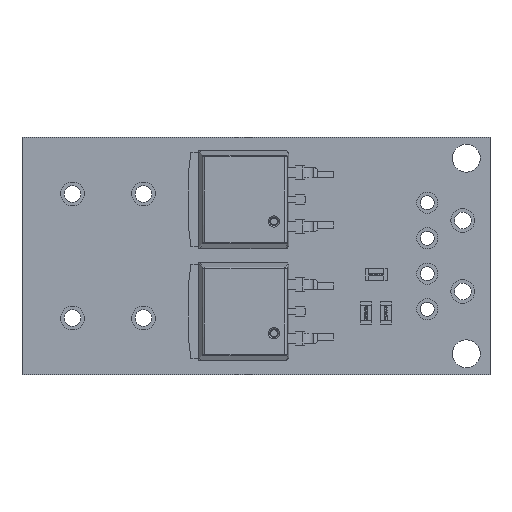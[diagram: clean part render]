
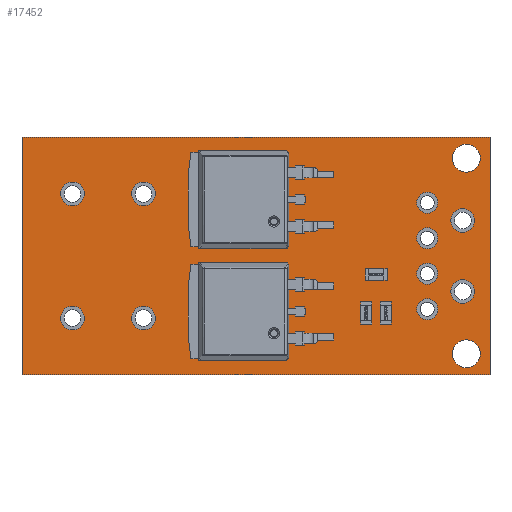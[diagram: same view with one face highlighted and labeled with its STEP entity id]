
A CAD part, top view. The second image highlights one B-rep face of the part: STEP entity #17452.
In plain terms, the highlighted planar face has unit normal (0, 0, 1).
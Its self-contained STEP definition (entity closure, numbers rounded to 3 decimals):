
#16079 = VERTEX_POINT('',#16080);
#16080 = CARTESIAN_POINT('',(-8.91,4.445,1.6));
#16086 = EDGE_CURVE('',#16079,#16079,#16087,.T.);
#16087 = CIRCLE('',#16088,0.85);
#16088 = AXIS2_PLACEMENT_3D('',#16089,#16090,#16091);
#16089 = CARTESIAN_POINT('',(-8.06,4.445,1.6));
#16090 = DIRECTION('',(0.,0.,-1.));
#16091 = DIRECTION('',(1.,0.,0.));
#16185 = VERTEX_POINT('',#16186);
#16186 = CARTESIAN_POINT('',(11.51,3.81,1.6));
#16192 = EDGE_CURVE('',#16185,#16185,#16193,.T.);
#16193 = CIRCLE('',#16194,0.75);
#16194 = AXIS2_PLACEMENT_3D('',#16195,#16196,#16197);
#16195 = CARTESIAN_POINT('',(12.26,3.81,1.6));
#16196 = DIRECTION('',(0.,0.,-1.));
#16197 = DIRECTION('',(1.,0.,0.));
#16291 = VERTEX_POINT('',#16292);
#16292 = CARTESIAN_POINT('',(11.51,-3.81,1.6));
#16298 = EDGE_CURVE('',#16291,#16291,#16299,.T.);
#16299 = CIRCLE('',#16300,0.75);
#16300 = AXIS2_PLACEMENT_3D('',#16301,#16302,#16303);
#16301 = CARTESIAN_POINT('',(12.26,-3.81,1.6));
#16302 = DIRECTION('',(0.,0.,-1.));
#16303 = DIRECTION('',(1.,0.,0.));
#16397 = VERTEX_POINT('',#16398);
#16398 = CARTESIAN_POINT('',(11.51,-1.27,1.6));
#16404 = EDGE_CURVE('',#16397,#16397,#16405,.T.);
#16405 = CIRCLE('',#16406,0.75);
#16406 = AXIS2_PLACEMENT_3D('',#16407,#16408,#16409);
#16407 = CARTESIAN_POINT('',(12.26,-1.27,1.6));
#16408 = DIRECTION('',(0.,0.,-1.));
#16409 = DIRECTION('',(1.,0.,0.));
#16503 = VERTEX_POINT('',#16504);
#16504 = CARTESIAN_POINT('',(-13.99,-4.445,1.6));
#16510 = EDGE_CURVE('',#16503,#16503,#16511,.T.);
#16511 = CIRCLE('',#16512,0.85);
#16512 = AXIS2_PLACEMENT_3D('',#16513,#16514,#16515);
#16513 = CARTESIAN_POINT('',(-13.14,-4.445,1.6));
#16514 = DIRECTION('',(0.,0.,-1.));
#16515 = DIRECTION('',(1.,0.,0.));
#16609 = VERTEX_POINT('',#16610);
#16610 = CARTESIAN_POINT('',(-13.99,4.445,1.6));
#16616 = EDGE_CURVE('',#16609,#16609,#16617,.T.);
#16617 = CIRCLE('',#16618,0.85);
#16618 = AXIS2_PLACEMENT_3D('',#16619,#16620,#16621);
#16619 = CARTESIAN_POINT('',(-13.14,4.445,1.6));
#16620 = DIRECTION('',(0.,0.,-1.));
#16621 = DIRECTION('',(1.,0.,0.));
#16715 = VERTEX_POINT('',#16716);
#16716 = CARTESIAN_POINT('',(13.95,2.54,1.6));
#16722 = EDGE_CURVE('',#16715,#16715,#16723,.T.);
#16723 = CIRCLE('',#16724,0.85);
#16724 = AXIS2_PLACEMENT_3D('',#16725,#16726,#16727);
#16725 = CARTESIAN_POINT('',(14.8,2.54,1.6));
#16726 = DIRECTION('',(0.,0.,-1.));
#16727 = DIRECTION('',(1.,0.,0.));
#16821 = VERTEX_POINT('',#16822);
#16822 = CARTESIAN_POINT('',(13.95,-2.54,1.6));
#16828 = EDGE_CURVE('',#16821,#16821,#16829,.T.);
#16829 = CIRCLE('',#16830,0.85);
#16830 = AXIS2_PLACEMENT_3D('',#16831,#16832,#16833);
#16831 = CARTESIAN_POINT('',(14.8,-2.54,1.6));
#16832 = DIRECTION('',(0.,0.,-1.));
#16833 = DIRECTION('',(1.,0.,0.));
#16927 = VERTEX_POINT('',#16928);
#16928 = CARTESIAN_POINT('',(11.51,1.27,1.6));
#16934 = EDGE_CURVE('',#16927,#16927,#16935,.T.);
#16935 = CIRCLE('',#16936,0.75);
#16936 = AXIS2_PLACEMENT_3D('',#16937,#16938,#16939);
#16937 = CARTESIAN_POINT('',(12.26,1.27,1.6));
#16938 = DIRECTION('',(0.,0.,-1.));
#16939 = DIRECTION('',(1.,0.,0.));
#17033 = VERTEX_POINT('',#17034);
#17034 = CARTESIAN_POINT('',(-8.91,-4.445,1.6));
#17040 = EDGE_CURVE('',#17033,#17033,#17041,.T.);
#17041 = CIRCLE('',#17042,0.85);
#17042 = AXIS2_PLACEMENT_3D('',#17043,#17044,#17045);
#17043 = CARTESIAN_POINT('',(-8.06,-4.445,1.6));
#17044 = DIRECTION('',(0.,0.,-1.));
#17045 = DIRECTION('',(1.,0.,0.));
#17097 = VERTEX_POINT('',#17098);
#17098 = CARTESIAN_POINT('',(14.05,7.,1.6));
#17114 = EDGE_CURVE('',#17097,#17097,#17115,.T.);
#17115 = CIRCLE('',#17116,1.);
#17116 = AXIS2_PLACEMENT_3D('',#17117,#17118,#17119);
#17117 = CARTESIAN_POINT('',(15.05,7.,1.6));
#17118 = DIRECTION('',(0.,0.,-1.));
#17119 = DIRECTION('',(1.,0.,0.));
#17283 = VERTEX_POINT('',#17284);
#17284 = CARTESIAN_POINT('',(14.05,-7.,1.6));
#17300 = EDGE_CURVE('',#17283,#17283,#17301,.T.);
#17301 = CIRCLE('',#17302,1.);
#17302 = AXIS2_PLACEMENT_3D('',#17303,#17304,#17305);
#17303 = CARTESIAN_POINT('',(15.05,-7.,1.6));
#17304 = DIRECTION('',(0.,0.,-1.));
#17305 = DIRECTION('',(1.,0.,0.));
#17343 = VERTEX_POINT('',#17344);
#17344 = CARTESIAN_POINT('',(-16.75,-8.5,1.6));
#17350 = EDGE_CURVE('',#17351,#17343,#17353,.T.);
#17351 = VERTEX_POINT('',#17352);
#17352 = CARTESIAN_POINT('',(-16.75,8.5,1.6));
#17353 = LINE('',#17354,#17355);
#17354 = CARTESIAN_POINT('',(-16.75,-8.5,1.6));
#17355 = VECTOR('',#17356,1.);
#17356 = DIRECTION('',(0.,-1.,0.));
#17381 = EDGE_CURVE('',#17382,#17351,#17384,.T.);
#17382 = VERTEX_POINT('',#17383);
#17383 = CARTESIAN_POINT('',(16.75,8.5,1.6));
#17384 = LINE('',#17385,#17386);
#17385 = CARTESIAN_POINT('',(-16.75,8.5,1.6));
#17386 = VECTOR('',#17387,1.);
#17387 = DIRECTION('',(-1.,0.,0.));
#17412 = EDGE_CURVE('',#17413,#17382,#17415,.T.);
#17413 = VERTEX_POINT('',#17414);
#17414 = CARTESIAN_POINT('',(16.75,-8.5,1.6));
#17415 = LINE('',#17416,#17417);
#17416 = CARTESIAN_POINT('',(16.75,8.5,1.6));
#17417 = VECTOR('',#17418,1.);
#17418 = DIRECTION('',(0.,1.,0.));
#17441 = EDGE_CURVE('',#17343,#17413,#17442,.T.);
#17442 = LINE('',#17443,#17444);
#17443 = CARTESIAN_POINT('',(16.75,-8.5,1.6));
#17444 = VECTOR('',#17445,1.);
#17445 = DIRECTION('',(1.,0.,0.));
#17452 = ADVANCED_FACE('',(#17453,#17459,#17462,#17465,#17468,#17471,
    #17474,#17477,#17480,#17483,#17486,#17489,#17492),#17495,.T.);
#17453 = FACE_BOUND('',#17454,.T.);
#17454 = EDGE_LOOP('',(#17455,#17456,#17457,#17458));
#17455 = ORIENTED_EDGE('',*,*,#17441,.T.);
#17456 = ORIENTED_EDGE('',*,*,#17412,.T.);
#17457 = ORIENTED_EDGE('',*,*,#17381,.T.);
#17458 = ORIENTED_EDGE('',*,*,#17350,.T.);
#17459 = FACE_BOUND('',#17460,.T.);
#17460 = EDGE_LOOP('',(#17461));
#17461 = ORIENTED_EDGE('',*,*,#16086,.T.);
#17462 = FACE_BOUND('',#17463,.T.);
#17463 = EDGE_LOOP('',(#17464));
#17464 = ORIENTED_EDGE('',*,*,#16192,.T.);
#17465 = FACE_BOUND('',#17466,.T.);
#17466 = EDGE_LOOP('',(#17467));
#17467 = ORIENTED_EDGE('',*,*,#16298,.T.);
#17468 = FACE_BOUND('',#17469,.T.);
#17469 = EDGE_LOOP('',(#17470));
#17470 = ORIENTED_EDGE('',*,*,#16404,.T.);
#17471 = FACE_BOUND('',#17472,.T.);
#17472 = EDGE_LOOP('',(#17473));
#17473 = ORIENTED_EDGE('',*,*,#16510,.T.);
#17474 = FACE_BOUND('',#17475,.T.);
#17475 = EDGE_LOOP('',(#17476));
#17476 = ORIENTED_EDGE('',*,*,#16616,.T.);
#17477 = FACE_BOUND('',#17478,.T.);
#17478 = EDGE_LOOP('',(#17479));
#17479 = ORIENTED_EDGE('',*,*,#16722,.T.);
#17480 = FACE_BOUND('',#17481,.T.);
#17481 = EDGE_LOOP('',(#17482));
#17482 = ORIENTED_EDGE('',*,*,#16828,.T.);
#17483 = FACE_BOUND('',#17484,.T.);
#17484 = EDGE_LOOP('',(#17485));
#17485 = ORIENTED_EDGE('',*,*,#16934,.T.);
#17486 = FACE_BOUND('',#17487,.T.);
#17487 = EDGE_LOOP('',(#17488));
#17488 = ORIENTED_EDGE('',*,*,#17040,.T.);
#17489 = FACE_BOUND('',#17490,.T.);
#17490 = EDGE_LOOP('',(#17491));
#17491 = ORIENTED_EDGE('',*,*,#17300,.T.);
#17492 = FACE_BOUND('',#17493,.T.);
#17493 = EDGE_LOOP('',(#17494));
#17494 = ORIENTED_EDGE('',*,*,#17114,.T.);
#17495 = PLANE('',#17496);
#17496 = AXIS2_PLACEMENT_3D('',#17497,#17498,#17499);
#17497 = CARTESIAN_POINT('',(0.,0.,1.6));
#17498 = DIRECTION('',(0.,0.,1.));
#17499 = DIRECTION('',(1.,0.,-0.));
